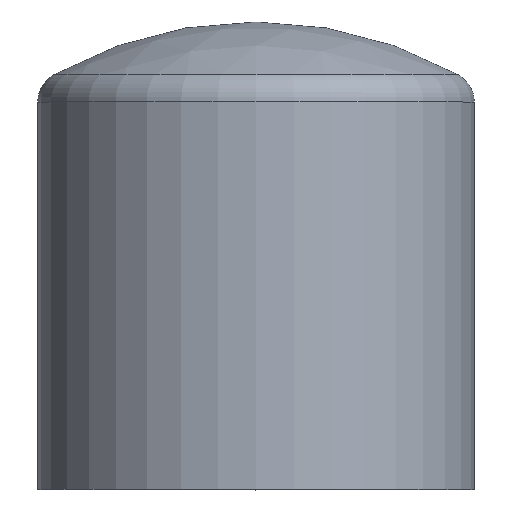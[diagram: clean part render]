
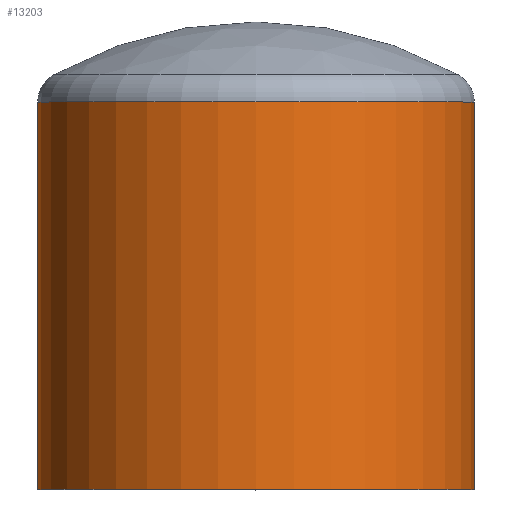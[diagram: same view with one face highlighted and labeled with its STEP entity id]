
A CAD part, top view. The second image highlights one B-rep face of the part: STEP entity #13203.
In plain terms, the highlighted cylindrical face has radius 7 mm (diameter 14 mm), a partial arc.
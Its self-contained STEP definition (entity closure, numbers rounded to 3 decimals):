
#51 = DIRECTION ( 'NONE',  ( 0., -1., 0. ) ) ;
#133 = VECTOR ( 'NONE', #271, 1000. ) ;
#271 = DIRECTION ( 'NONE',  ( 0., -1., 0. ) ) ;
#926 = ORIENTED_EDGE ( 'NONE', *, *, #1599, .F. ) ;
#994 = AXIS2_PLACEMENT_3D ( 'NONE', #1148, #51, #13358 ) ;
#1068 = ORIENTED_EDGE ( 'NONE', *, *, #2834, .T. ) ;
#1148 = CARTESIAN_POINT ( 'NONE',  ( 0., 12.43, 0. ) ) ;
#1282 = DIRECTION ( 'NONE',  ( 0., -1., 0. ) ) ;
#1432 = ORIENTED_EDGE ( 'NONE', *, *, #6537, .T. ) ;
#1599 = EDGE_CURVE ( 'NONE', #1678, #11115, #12988, .T. ) ;
#1678 = VERTEX_POINT ( 'NONE', #8265 ) ;
#2282 = CARTESIAN_POINT ( 'NONE',  ( -7., 11.367, 0. ) ) ;
#2515 = DIRECTION ( 'NONE',  ( 1., 0., 0. ) ) ;
#2600 = CARTESIAN_POINT ( 'NONE',  ( 0., 11.367, 0. ) ) ;
#2834 = EDGE_CURVE ( 'NONE', #10953, #11115, #10891, .T. ) ;
#3069 = CARTESIAN_POINT ( 'NONE',  ( 7., 11.367, 0. ) ) ;
#3467 = AXIS2_PLACEMENT_3D ( 'NONE', #7901, #1282, #10237 ) ;
#3771 = ORIENTED_EDGE ( 'NONE', *, *, #11646, .F. ) ;
#4229 = EDGE_LOOP ( 'NONE', ( #1432, #1068, #926, #3771 ) ) ;
#5930 = CARTESIAN_POINT ( 'NONE',  ( 7., 12.43, 0. ) ) ;
#5936 = VECTOR ( 'NONE', #12959, 1000. ) ;
#6537 = EDGE_CURVE ( 'NONE', #7064, #10953, #13992, .T. ) ;
#7064 = VERTEX_POINT ( 'NONE', #5930 ) ;
#7129 = CARTESIAN_POINT ( 'NONE',  ( -7., 12.43, 0. ) ) ;
#7901 = CARTESIAN_POINT ( 'NONE',  ( 0., 0., 0. ) ) ;
#8265 = CARTESIAN_POINT ( 'NONE',  ( 7., 0., 0. ) ) ;
#8342 = FACE_OUTER_BOUND ( 'NONE', #4229, .T. ) ;
#9679 = CARTESIAN_POINT ( 'NONE',  ( -7., 0., 0. ) ) ;
#10217 = DIRECTION ( 'NONE',  ( 0., -1., 0. ) ) ;
#10237 = DIRECTION ( 'NONE',  ( 1., 0., 0. ) ) ;
#10891 = LINE ( 'NONE', #2282, #133 ) ;
#10953 = VERTEX_POINT ( 'NONE', #7129 ) ;
#11115 = VERTEX_POINT ( 'NONE', #9679 ) ;
#11646 = EDGE_CURVE ( 'NONE', #7064, #1678, #13947, .T. ) ;
#12008 = CYLINDRICAL_SURFACE ( 'NONE', #12049, 7. ) ;
#12049 = AXIS2_PLACEMENT_3D ( 'NONE', #2600, #10217, #2515 ) ;
#12959 = DIRECTION ( 'NONE',  ( 0., -1., 0. ) ) ;
#12988 = CIRCLE ( 'NONE', #3467, 7. ) ;
#13203 = ADVANCED_FACE ( 'NONE', ( #8342 ), #12008, .T. ) ;
#13358 = DIRECTION ( 'NONE',  ( 1., 0., 0. ) ) ;
#13947 = LINE ( 'NONE', #3069, #5936 ) ;
#13992 = CIRCLE ( 'NONE', #994, 7. ) ;
